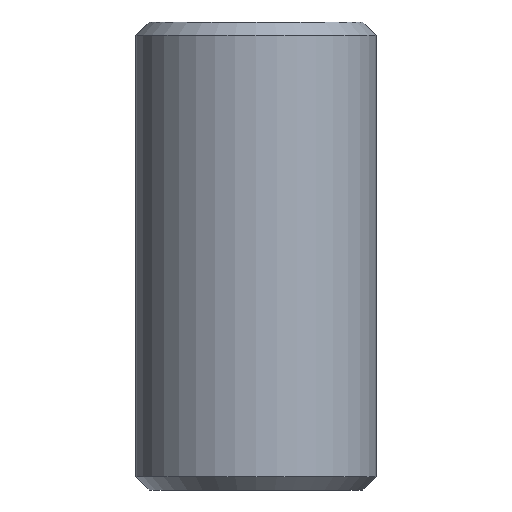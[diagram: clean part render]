
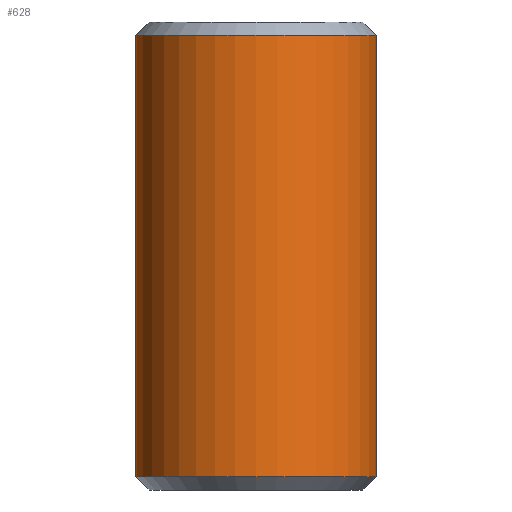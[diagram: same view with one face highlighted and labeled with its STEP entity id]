
A CAD part, left-side view. The second image highlights one B-rep face of the part: STEP entity #628.
In plain terms, the highlighted cylindrical face has radius 4.5 mm (diameter 9 mm), a partial arc.
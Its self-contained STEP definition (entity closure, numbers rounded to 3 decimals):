
#61 = DIRECTION ( 'NONE',  ( 0., 1., 0. ) ) ;
#168 = EDGE_CURVE ( 'NONE', #247, #3175, #2562, .T. ) ;
#243 = ORIENTED_EDGE ( 'NONE', *, *, #168, .T. ) ;
#247 = VERTEX_POINT ( 'NONE', #1025 ) ;
#248 = CARTESIAN_POINT ( 'NONE',  ( 0., 4.5, 8.281 ) ) ;
#332 = EDGE_CURVE ( 'NONE', #3175, #1669, #3621, .T. ) ;
#336 = DIRECTION ( 'NONE',  ( 0., 0., -1. ) ) ;
#406 = CYLINDRICAL_SURFACE ( 'NONE', #3145, 4.5 ) ;
#432 = LINE ( 'NONE', #1551, #2593 ) ;
#624 = DIRECTION ( 'NONE',  ( 0., 0., -1. ) ) ;
#628 = ADVANCED_FACE ( 'NONE', ( #1239 ), #406, .T. ) ;
#758 = ORIENTED_EDGE ( 'NONE', *, *, #332, .T. ) ;
#888 = CARTESIAN_POINT ( 'NONE',  ( 0., 4.5, 0. ) ) ;
#1024 = ORIENTED_EDGE ( 'NONE', *, *, #2979, .T. ) ;
#1025 = CARTESIAN_POINT ( 'NONE',  ( 0., -4.5, 8.281 ) ) ;
#1097 = CARTESIAN_POINT ( 'NONE',  ( 0., 4.5, -8.219 ) ) ;
#1119 = AXIS2_PLACEMENT_3D ( 'NONE', #3413, #1727, #61 ) ;
#1239 = FACE_OUTER_BOUND ( 'NONE', #2855, .T. ) ;
#1352 = CIRCLE ( 'NONE', #1119, 4.5 ) ;
#1442 = EDGE_CURVE ( 'NONE', #247, #2552, #432, .T. ) ;
#1551 = CARTESIAN_POINT ( 'NONE',  ( 0., -4.5, 0. ) ) ;
#1669 = VERTEX_POINT ( 'NONE', #1097 ) ;
#1727 = DIRECTION ( 'NONE',  ( 0., 0., 1. ) ) ;
#2003 = CARTESIAN_POINT ( 'NONE',  ( 0., 0., 8.281 ) ) ;
#2291 = DIRECTION ( 'NONE',  ( 0., -1., 0. ) ) ;
#2531 = AXIS2_PLACEMENT_3D ( 'NONE', #2003, #336, #2291 ) ;
#2552 = VERTEX_POINT ( 'NONE', #2610 ) ;
#2562 = CIRCLE ( 'NONE', #2531, 4.5 ) ;
#2593 = VECTOR ( 'NONE', #3519, 1000. ) ;
#2610 = CARTESIAN_POINT ( 'NONE',  ( 0., -4.5, -8.219 ) ) ;
#2845 = DIRECTION ( 'NONE',  ( 0., 0., -1. ) ) ;
#2855 = EDGE_LOOP ( 'NONE', ( #3131, #243, #758, #1024 ) ) ;
#2869 = VECTOR ( 'NONE', #2845, 1000. ) ;
#2872 = DIRECTION ( 'NONE',  ( 0., 1., 0. ) ) ;
#2979 = EDGE_CURVE ( 'NONE', #1669, #2552, #1352, .T. ) ;
#3131 = ORIENTED_EDGE ( 'NONE', *, *, #1442, .F. ) ;
#3145 = AXIS2_PLACEMENT_3D ( 'NONE', #3158, #624, #2872 ) ;
#3158 = CARTESIAN_POINT ( 'NONE',  ( 0., 0., 0. ) ) ;
#3175 = VERTEX_POINT ( 'NONE', #248 ) ;
#3413 = CARTESIAN_POINT ( 'NONE',  ( 0., 0., -8.219 ) ) ;
#3519 = DIRECTION ( 'NONE',  ( 0., 0., -1. ) ) ;
#3621 = LINE ( 'NONE', #888, #2869 ) ;
